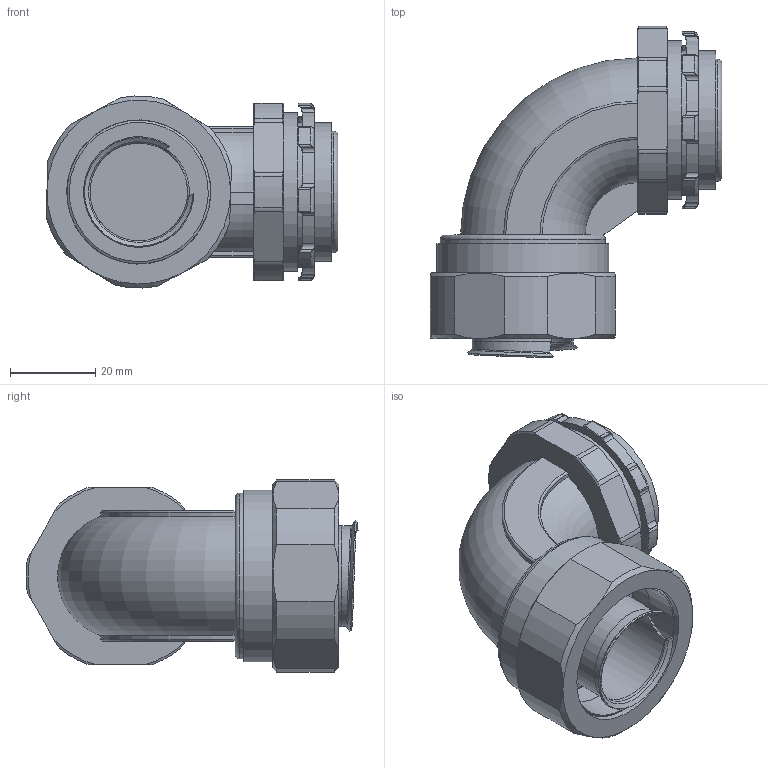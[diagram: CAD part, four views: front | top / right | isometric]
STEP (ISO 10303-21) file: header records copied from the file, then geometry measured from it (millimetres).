
FILE_DESCRIPTION(/* description */ (''),/* implementation_level */ '2;1');
FILE_NAME(/* name */ '',/* time_stamp */ '2025-01-14T10:22:52+07:00',/* author */ ('zeta-82'),/* organization */ (''),/* preprocessor_version */ 'ST-DEVELOPER v19.2',/* originating_system */ 'Autodesk Inventor 2024',/* authorisation */ '');
FILE_SCHEMA (('AUTOMOTIVE_DESIGN { 1 0 10303 214 3 1 1 }'));
Length unit declared in the file: millimetre
Products named in the file (1): Деталь14
Bounding box: 68.4 x 77.82 x 45.01 mm (x, y, z)
Volume: 67598.3 mm3; surface area: 20690.9 mm2
Topology: 1 solids, 1 shells, 197 faces, 513 edges, 330 vertices
Faces by surface type: cylinder 91, plane 50, torus 30, cone 21, bspline 5
Full cylindrical faces by diameter (mm): 22.9 x1, 23.7 x1, 25.5 x1, 28.55 x1, 32.5 x2, 32.6 x1, 33.8 x1, 34.2 x1, 37.2 x1, 38.8 x1, 40.3 x1
Entity records: 7457 total; most frequent: CARTESIAN_POINT 2620, ORIENTED_EDGE 1026, DIRECTION 884, EDGE_CURVE 513, AXIS2_PLACEMENT_3D 368, VERTEX_POINT 330, EDGE_LOOP 209, FACE_OUTER_BOUND 197
